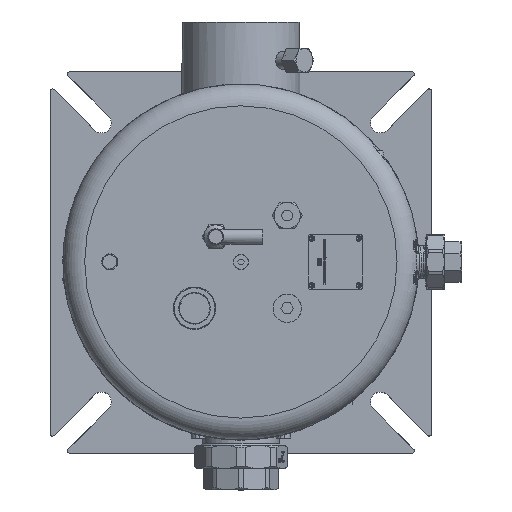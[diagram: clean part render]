
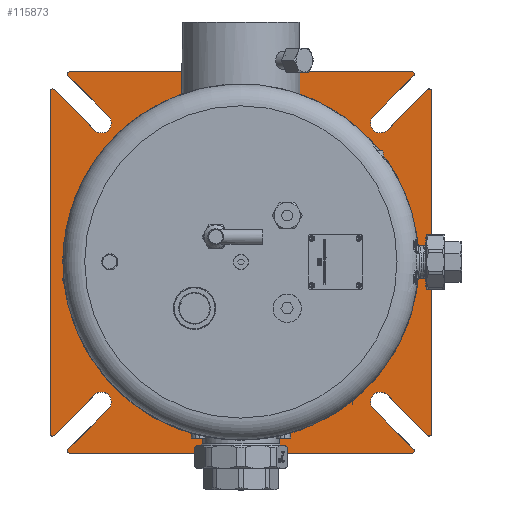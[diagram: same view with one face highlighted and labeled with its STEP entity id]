
A CAD part, top view. The second image highlights one B-rep face of the part: STEP entity #115873.
In plain terms, the highlighted planar face has unit normal (0, 0, 1).
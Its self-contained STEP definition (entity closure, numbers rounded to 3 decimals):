
#4002=FACE_BOUND('',#33425,.T.);
#7746=LINE('',#170606,#16702);
#7750=LINE('',#170613,#16706);
#7753=LINE('',#170619,#16709);
#7757=LINE('',#170629,#16713);
#7761=LINE('',#170639,#16717);
#7764=LINE('',#170647,#16720);
#7768=LINE('',#170659,#16724);
#7770=LINE('',#170666,#16726);
#7773=LINE('',#170674,#16729);
#7775=LINE('',#170680,#16731);
#7777=LINE('',#170686,#16733);
#7780=LINE('',#170694,#16736);
#16702=VECTOR('',#135351,10.);
#16706=VECTOR('',#135357,10.);
#16709=VECTOR('',#135362,10.);
#16713=VECTOR('',#135372,10.);
#16717=VECTOR('',#135382,10.);
#16720=VECTOR('',#135391,10.);
#16724=VECTOR('',#135405,10.);
#16726=VECTOR('',#135415,10.);
#16729=VECTOR('',#135424,10.);
#16731=VECTOR('',#135432,10.);
#16733=VECTOR('',#135440,10.);
#16736=VECTOR('',#135449,10.);
#26654=FACE_OUTER_BOUND('',#33424,.T.);
#33424=EDGE_LOOP('',(#76606,#76607,#76608,#76609,#76610,#76611,#76612,#76613,
#76614,#76615,#76616,#76617,#76618,#76619,#76620,#76621,#76622,#76623,#76624,
#76625,#76626,#76627,#76628,#76629));
#33425=EDGE_LOOP('',(#76630));
#40575=CIRCLE('',#122909,163.);
#40578=CIRCLE('',#122916,9.002);
#40579=CIRCLE('',#122921,9.002);
#40580=CIRCLE('',#122924,9.002);
#40581=CIRCLE('',#122927,9.002);
#40582=CIRCLE('',#122930,2.);
#40583=CIRCLE('',#122932,2.);
#40585=CIRCLE('',#122936,2.);
#40586=CIRCLE('',#122939,2.);
#40587=CIRCLE('',#122942,2.);
#40588=CIRCLE('',#122945,2.);
#40589=CIRCLE('',#122948,2.);
#40590=CIRCLE('',#122951,2.);
#45062=VERTEX_POINT('',#170477);
#45069=VERTEX_POINT('',#170597);
#45070=VERTEX_POINT('',#170599);
#45071=VERTEX_POINT('',#170603);
#45073=VERTEX_POINT('',#170609);
#45074=VERTEX_POINT('',#170611);
#45075=VERTEX_POINT('',#170615);
#45076=VERTEX_POINT('',#170617);
#45077=VERTEX_POINT('',#170621);
#45078=VERTEX_POINT('',#170625);
#45079=VERTEX_POINT('',#170627);
#45080=VERTEX_POINT('',#170631);
#45081=VERTEX_POINT('',#170635);
#45082=VERTEX_POINT('',#170637);
#45083=VERTEX_POINT('',#170641);
#45084=VERTEX_POINT('',#170645);
#45085=VERTEX_POINT('',#170651);
#45087=VERTEX_POINT('',#170656);
#45088=VERTEX_POINT('',#170664);
#45089=VERTEX_POINT('',#170668);
#45090=VERTEX_POINT('',#170672);
#45091=VERTEX_POINT('',#170678);
#45092=VERTEX_POINT('',#170684);
#45093=VERTEX_POINT('',#170688);
#45094=VERTEX_POINT('',#170692);
#57018=EDGE_CURVE('',#45062,#45062,#40575,.T.);
#57028=EDGE_CURVE('',#45070,#45069,#40578,.T.);
#57031=EDGE_CURVE('',#45069,#45071,#7746,.T.);
#57035=EDGE_CURVE('',#45073,#45074,#7750,.T.);
#57038=EDGE_CURVE('',#45075,#45076,#7753,.T.);
#57040=EDGE_CURVE('',#45076,#45077,#40579,.T.);
#57043=EDGE_CURVE('',#45078,#45079,#7757,.T.);
#57045=EDGE_CURVE('',#45079,#45080,#40580,.T.);
#57048=EDGE_CURVE('',#45081,#45082,#7761,.T.);
#57050=EDGE_CURVE('',#45082,#45083,#40581,.T.);
#57052=EDGE_CURVE('',#45084,#45070,#7764,.T.);
#57053=EDGE_CURVE('',#45084,#45074,#40582,.T.);
#57054=EDGE_CURVE('',#45081,#45085,#40583,.T.);
#57058=EDGE_CURVE('',#45087,#45085,#7768,.T.);
#57060=EDGE_CURVE('',#45087,#45071,#40585,.T.);
#57062=EDGE_CURVE('',#45083,#45088,#7770,.T.);
#57064=EDGE_CURVE('',#45089,#45088,#40586,.T.);
#57066=EDGE_CURVE('',#45089,#45090,#7773,.T.);
#57067=EDGE_CURVE('',#45078,#45090,#40587,.T.);
#57069=EDGE_CURVE('',#45077,#45091,#7775,.T.);
#57070=EDGE_CURVE('',#45073,#45091,#40588,.T.);
#57072=EDGE_CURVE('',#45080,#45092,#7777,.T.);
#57074=EDGE_CURVE('',#45093,#45092,#40589,.T.);
#57076=EDGE_CURVE('',#45093,#45094,#7780,.T.);
#57077=EDGE_CURVE('',#45075,#45094,#40590,.T.);
#76606=ORIENTED_EDGE('',*,*,#57077,.F.);
#76607=ORIENTED_EDGE('',*,*,#57038,.T.);
#76608=ORIENTED_EDGE('',*,*,#57040,.T.);
#76609=ORIENTED_EDGE('',*,*,#57069,.T.);
#76610=ORIENTED_EDGE('',*,*,#57070,.F.);
#76611=ORIENTED_EDGE('',*,*,#57035,.T.);
#76612=ORIENTED_EDGE('',*,*,#57053,.F.);
#76613=ORIENTED_EDGE('',*,*,#57052,.T.);
#76614=ORIENTED_EDGE('',*,*,#57028,.T.);
#76615=ORIENTED_EDGE('',*,*,#57031,.T.);
#76616=ORIENTED_EDGE('',*,*,#57060,.F.);
#76617=ORIENTED_EDGE('',*,*,#57058,.T.);
#76618=ORIENTED_EDGE('',*,*,#57054,.F.);
#76619=ORIENTED_EDGE('',*,*,#57048,.T.);
#76620=ORIENTED_EDGE('',*,*,#57050,.T.);
#76621=ORIENTED_EDGE('',*,*,#57062,.T.);
#76622=ORIENTED_EDGE('',*,*,#57064,.F.);
#76623=ORIENTED_EDGE('',*,*,#57066,.T.);
#76624=ORIENTED_EDGE('',*,*,#57067,.F.);
#76625=ORIENTED_EDGE('',*,*,#57043,.T.);
#76626=ORIENTED_EDGE('',*,*,#57045,.T.);
#76627=ORIENTED_EDGE('',*,*,#57072,.T.);
#76628=ORIENTED_EDGE('',*,*,#57074,.F.);
#76629=ORIENTED_EDGE('',*,*,#57076,.T.);
#76630=ORIENTED_EDGE('',*,*,#57018,.F.);
#103948=PLANE('',#122953);
#115873=ADVANCED_FACE('',(#26654,#4002),#103948,.T.);
#122909=AXIS2_PLACEMENT_3D('',#170478,#135328,#135329);
#122916=AXIS2_PLACEMENT_3D('',#170600,#135345,#135346);
#122921=AXIS2_PLACEMENT_3D('',#170623,#135366,#135367);
#122924=AXIS2_PLACEMENT_3D('',#170633,#135376,#135377);
#122927=AXIS2_PLACEMENT_3D('',#170643,#135386,#135387);
#122930=AXIS2_PLACEMENT_3D('',#170649,#135394,#135395);
#122932=AXIS2_PLACEMENT_3D('',#170652,#135398,#135399);
#122936=AXIS2_PLACEMENT_3D('',#170662,#135410,#135411);
#122939=AXIS2_PLACEMENT_3D('',#170670,#135419,#135420);
#122942=AXIS2_PLACEMENT_3D('',#170676,#135427,#135428);
#122945=AXIS2_PLACEMENT_3D('',#170682,#135435,#135436);
#122948=AXIS2_PLACEMENT_3D('',#170690,#135444,#135445);
#122951=AXIS2_PLACEMENT_3D('',#170696,#135452,#135453);
#122953=AXIS2_PLACEMENT_3D('',#170698,#135456,#135457);
#135328=DIRECTION('center_axis',(0.,0.,1.));
#135329=DIRECTION('ref_axis',(-1.,0.,0.));
#135345=DIRECTION('center_axis',(0.,0.,-1.));
#135346=DIRECTION('ref_axis',(-0.707,-0.707,0.));
#135351=DIRECTION('',(-0.707,0.707,0.));
#135357=DIRECTION('',(-1.,0.,0.));
#135362=DIRECTION('',(-0.707,-0.707,0.));
#135366=DIRECTION('center_axis',(0.,0.,-1.));
#135367=DIRECTION('ref_axis',(-0.707,0.707,0.));
#135372=DIRECTION('',(-0.707,0.707,0.));
#135376=DIRECTION('center_axis',(0.,0.,-1.));
#135377=DIRECTION('ref_axis',(0.707,0.707,0.));
#135382=DIRECTION('',(0.707,0.707,0.));
#135386=DIRECTION('center_axis',(0.,0.,-1.));
#135387=DIRECTION('ref_axis',(0.707,-0.707,0.));
#135391=DIRECTION('',(0.707,-0.707,0.));
#135394=DIRECTION('center_axis',(0.,0.,-1.));
#135395=DIRECTION('ref_axis',(-0.924,0.383,0.));
#135398=DIRECTION('center_axis',(0.,0.,-1.));
#135399=DIRECTION('ref_axis',(-0.383,-0.924,0.));
#135405=DIRECTION('',(0.,-1.,0.));
#135410=DIRECTION('center_axis',(0.,0.,-1.));
#135411=DIRECTION('ref_axis',(-0.383,0.924,0.));
#135415=DIRECTION('',(-0.707,-0.707,0.));
#135419=DIRECTION('center_axis',(0.,0.,-1.));
#135420=DIRECTION('ref_axis',(-0.924,-0.383,0.));
#135424=DIRECTION('',(1.,0.,0.));
#135427=DIRECTION('center_axis',(0.,0.,-1.));
#135428=DIRECTION('ref_axis',(0.924,-0.383,0.));
#135432=DIRECTION('',(0.707,0.707,0.));
#135435=DIRECTION('center_axis',(0.,0.,-1.));
#135436=DIRECTION('ref_axis',(0.924,0.383,0.));
#135440=DIRECTION('',(0.707,-0.707,0.));
#135444=DIRECTION('center_axis',(0.,0.,-1.));
#135445=DIRECTION('ref_axis',(0.383,-0.924,0.));
#135449=DIRECTION('',(0.,1.,0.));
#135452=DIRECTION('center_axis',(0.,0.,-1.));
#135453=DIRECTION('ref_axis',(0.383,0.924,0.));
#135456=DIRECTION('center_axis',(0.,0.,1.));
#135457=DIRECTION('ref_axis',(1.,0.,0.));
#170477=CARTESIAN_POINT('',(163.,0.,-154.));
#170478=CARTESIAN_POINT('Origin',(0.,0.,-154.));
#170597=CARTESIAN_POINT('',(-133.997,121.269,-154.));
#170599=CARTESIAN_POINT('',(-121.266,134.,-154.));
#170600=CARTESIAN_POINT('Origin',(-127.631,127.634,-154.));
#170603=CARTESIAN_POINT('',(-171.086,158.358,-154.));
#170606=CARTESIAN_POINT('',(-164.138,151.41,-154.));
#170609=CARTESIAN_POINT('',(156.944,174.5,-154.));
#170611=CARTESIAN_POINT('',(-156.943,174.5,-154.));
#170613=CARTESIAN_POINT('',(174.5,174.5,-154.));
#170615=CARTESIAN_POINT('',(171.086,158.357,-154.));
#170617=CARTESIAN_POINT('',(134.,121.266,-154.));
#170619=CARTESIAN_POINT('',(70.195,57.451,-154.));
#170621=CARTESIAN_POINT('',(121.269,133.997,-154.));
#170623=CARTESIAN_POINT('Origin',(127.634,127.631,-154.));
#170625=CARTESIAN_POINT('',(158.357,-171.086,-154.));
#170627=CARTESIAN_POINT('',(121.266,-134.,-154.));
#170629=CARTESIAN_POINT('',(-16.268,3.511,-154.));
#170631=CARTESIAN_POINT('',(133.997,-121.269,-154.));
#170633=CARTESIAN_POINT('Origin',(127.631,-127.634,-154.));
#170635=CARTESIAN_POINT('',(-171.086,-158.357,-154.));
#170637=CARTESIAN_POINT('',(-134.,-121.266,-154.));
#170639=CARTESIAN_POINT('',(-70.183,-57.438,-154.));
#170641=CARTESIAN_POINT('',(-121.269,-133.997,-154.));
#170643=CARTESIAN_POINT('Origin',(-127.634,-127.631,-154.));
#170645=CARTESIAN_POINT('',(-158.357,171.086,-154.));
#170647=CARTESIAN_POINT('',(-131.156,143.889,-154.));
#170649=CARTESIAN_POINT('Origin',(-156.943,172.5,-154.));
#170651=CARTESIAN_POINT('',(-174.5,-156.943,-154.));
#170652=CARTESIAN_POINT('Origin',(-172.5,-156.943,-154.));
#170656=CARTESIAN_POINT('',(-174.5,156.944,-154.));
#170659=CARTESIAN_POINT('',(-174.5,174.5,-154.));
#170662=CARTESIAN_POINT('Origin',(-172.5,156.944,-154.));
#170664=CARTESIAN_POINT('',(-158.358,-171.086,-154.));
#170666=CARTESIAN_POINT('',(-77.704,-90.432,-154.));
#170668=CARTESIAN_POINT('',(-156.944,-174.5,-154.));
#170670=CARTESIAN_POINT('Origin',(-156.944,-172.5,-154.));
#170672=CARTESIAN_POINT('',(156.943,-174.5,-154.));
#170674=CARTESIAN_POINT('',(-174.5,-174.5,-154.));
#170676=CARTESIAN_POINT('Origin',(156.943,-172.5,-154.));
#170678=CARTESIAN_POINT('',(158.358,171.086,-154.));
#170680=CARTESIAN_POINT('',(77.704,90.432,-154.));
#170682=CARTESIAN_POINT('Origin',(156.944,172.5,-154.));
#170684=CARTESIAN_POINT('',(171.086,-158.358,-154.));
#170686=CARTESIAN_POINT('',(16.726,-3.998,-154.));
#170688=CARTESIAN_POINT('',(174.5,-156.944,-154.));
#170690=CARTESIAN_POINT('Origin',(172.5,-156.944,-154.));
#170692=CARTESIAN_POINT('',(174.5,156.943,-154.));
#170694=CARTESIAN_POINT('',(174.5,-174.5,-154.));
#170696=CARTESIAN_POINT('Origin',(172.5,156.943,-154.));
#170698=CARTESIAN_POINT('Origin',(-147.411,147.413,-154.));
